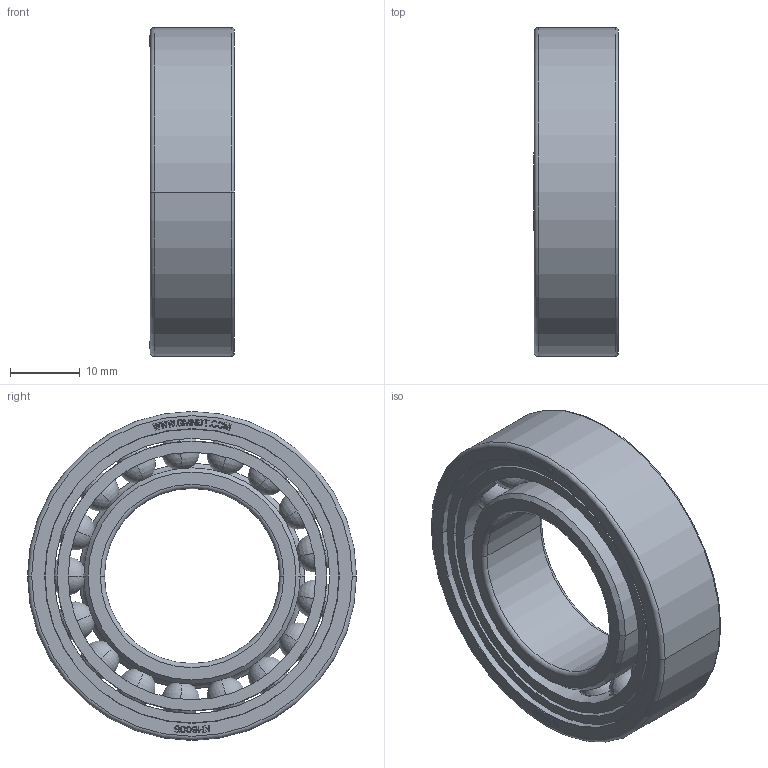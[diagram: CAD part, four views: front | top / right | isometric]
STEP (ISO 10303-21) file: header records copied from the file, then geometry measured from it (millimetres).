
FILE_DESCRIPTION((''),'2;1');
FILE_NAME('KH6005_PRT','2014-11-17T',('sales 4'),(''),'PRO/ENGINEER BY PARAMETRIC TECHNOLOGY CORPORATION, 2013150','PRO/ENGINEER BY PARAMETRIC TECHNOLOGY CORPORATION, 2013150','');
FILE_SCHEMA(('AUTOMOTIVE_DESIGN { 1 0 10303 214 1 1 1 1 }'));
Length unit declared in the file: millimetre
Products named in the file (1): KH6005_PRT
Bounding box: 12.01 x 47 x 47 mm (x, y, z)
Volume: 10854.2 mm3; surface area: 10718.7 mm2
Topology: 20 solids, 20 shells, 611 faces, 1712 edges, 1098 vertices
Faces by surface type: plane 503, cylinder 52, sphere 34, torus 12, cone 10
Entity records: 28038 total; most frequent: CARTESIAN_POINT 7245, ORIENTED_EDGE 3288, DIRECTION 2900, PRESENTATION_STYLE_ASSIGNMENT 1689, STYLED_ITEM 1664, CURVE_STYLE 1644, EDGE_CURVE 1644, VECTOR 1474
